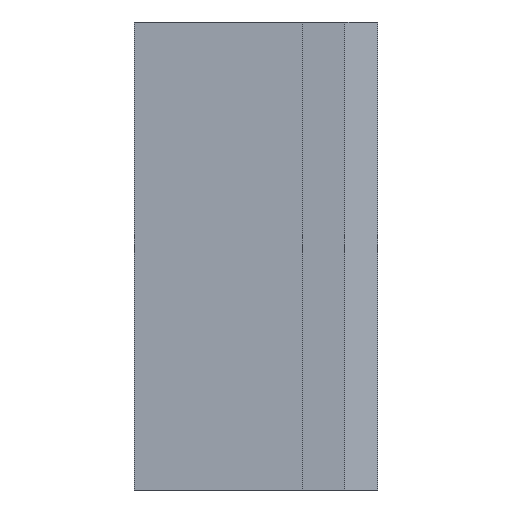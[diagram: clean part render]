
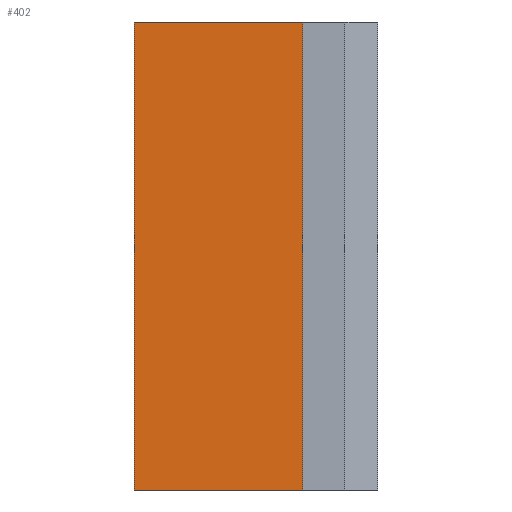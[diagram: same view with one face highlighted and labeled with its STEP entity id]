
A CAD part, left-side view. The second image highlights one B-rep face of the part: STEP entity #402.
In plain terms, the highlighted planar face has unit normal (-1, 0, 0).
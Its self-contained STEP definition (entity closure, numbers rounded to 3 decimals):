
#8 = VECTOR ( 'NONE', #107, 1000. ) ;
#9 = VECTOR ( 'NONE', #117, 1000. ) ;
#50 = VECTOR ( 'NONE', #716, 1000. ) ;
#107 = DIRECTION ( 'NONE',  ( 0., 0., 1. ) ) ;
#117 = DIRECTION ( 'NONE',  ( 0., -1., 0. ) ) ;
#123 = CARTESIAN_POINT ( 'NONE',  ( -10., 18., 0. ) ) ;
#128 = CARTESIAN_POINT ( 'NONE',  ( -10., 0., 0. ) ) ;
#132 = CARTESIAN_POINT ( 'NONE',  ( -10., 0., 50. ) ) ;
#156 = ORIENTED_EDGE ( 'NONE', *, *, #417, .T. ) ;
#159 = ORIENTED_EDGE ( 'NONE', *, *, #381, .F. ) ;
#172 = VERTEX_POINT ( 'NONE', #268 ) ;
#200 = VERTEX_POINT ( 'NONE', #132 ) ;
#212 = VERTEX_POINT ( 'NONE', #128 ) ;
#228 = VERTEX_POINT ( 'NONE', #276 ) ;
#233 = CARTESIAN_POINT ( 'NONE',  ( -10., 18., 50. ) ) ;
#243 = LINE ( 'NONE', #233, #9 ) ;
#245 = ORIENTED_EDGE ( 'NONE', *, *, #382, .F. ) ;
#268 = CARTESIAN_POINT ( 'NONE',  ( -10., 18., 50. ) ) ;
#276 = CARTESIAN_POINT ( 'NONE',  ( -10., 18., 0. ) ) ;
#292 = LINE ( 'NONE', #123, #8 ) ;
#293 = ORIENTED_EDGE ( 'NONE', *, *, #473, .T. ) ;
#359 = EDGE_LOOP ( 'NONE', ( #245, #159, #293, #156 ) ) ;
#381 = EDGE_CURVE ( 'NONE', #228, #172, #292, .T. ) ;
#382 = EDGE_CURVE ( 'NONE', #172, #200, #243, .T. ) ;
#402 = ADVANCED_FACE ( 'NONE', ( #507 ), #752, .T. ) ;
#417 = EDGE_CURVE ( 'NONE', #212, #200, #793, .T. ) ;
#473 = EDGE_CURVE ( 'NONE', #228, #212, #687, .T. ) ;
#507 = FACE_OUTER_BOUND ( 'NONE', #359, .T. ) ;
#526 = AXIS2_PLACEMENT_3D ( 'NONE', #747, #804, #776 ) ;
#544 = VECTOR ( 'NONE', #778, 1000. ) ;
#687 = LINE ( 'NONE', #689, #50 ) ;
#689 = CARTESIAN_POINT ( 'NONE',  ( -10., 18., 0. ) ) ;
#716 = DIRECTION ( 'NONE',  ( 0., -1., 0. ) ) ;
#747 = CARTESIAN_POINT ( 'NONE',  ( -10., 18., 0. ) ) ;
#752 = PLANE ( 'NONE',  #526 ) ;
#776 = DIRECTION ( 'NONE',  ( 0., -1., 0. ) ) ;
#778 = DIRECTION ( 'NONE',  ( 0., 0., 1. ) ) ;
#793 = LINE ( 'NONE', #851, #544 ) ;
#804 = DIRECTION ( 'NONE',  ( -1., 0., 0. ) ) ;
#851 = CARTESIAN_POINT ( 'NONE',  ( -10., 0., 0. ) ) ;
